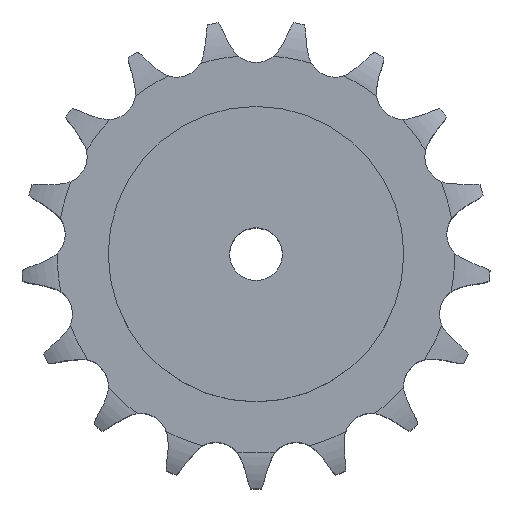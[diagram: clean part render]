
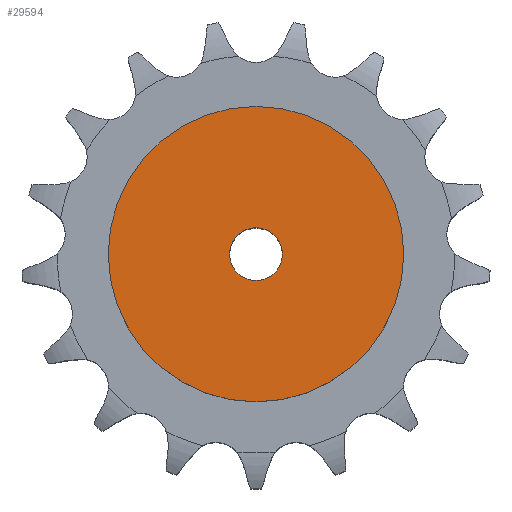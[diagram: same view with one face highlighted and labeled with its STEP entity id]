
A CAD part, top view. The second image highlights one B-rep face of the part: STEP entity #29594.
In plain terms, the highlighted planar face has unit normal (0, 0, 1).
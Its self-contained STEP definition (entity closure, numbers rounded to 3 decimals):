
#16016 = CYLINDRICAL_SURFACE('',#16017,12.5);
#16017 = AXIS2_PLACEMENT_3D('',#16018,#16019,#16020);
#16018 = CARTESIAN_POINT('',(0.,0.,379.025));
#16019 = DIRECTION('',(0.,0.,1.));
#16020 = DIRECTION('',(1.,0.,0.));
#20321 = EDGE_CURVE('',#20322,#20322,#20324,.T.);
#20322 = VERTEX_POINT('',#20323);
#20323 = CARTESIAN_POINT('',(12.5,0.,150.));
#20324 = SURFACE_CURVE('',#20325,(#20330,#20337),.PCURVE_S1.);
#20325 = CIRCLE('',#20326,12.5);
#20326 = AXIS2_PLACEMENT_3D('',#20327,#20328,#20329);
#20327 = CARTESIAN_POINT('',(0.,0.,150.));
#20328 = DIRECTION('',(0.,0.,1.));
#20329 = DIRECTION('',(1.,0.,0.));
#20330 = PCURVE('',#16016,#20331);
#20331 = DEFINITIONAL_REPRESENTATION('',(#20332),#20336);
#20332 = LINE('',#20333,#20334);
#20333 = CARTESIAN_POINT('',(0.,-229.025));
#20334 = VECTOR('',#20335,1.);
#20335 = DIRECTION('',(1.,0.));
#20336 = ( GEOMETRIC_REPRESENTATION_CONTEXT(2) 
PARAMETRIC_REPRESENTATION_CONTEXT() REPRESENTATION_CONTEXT('2D SPACE',''
  ) );
#20337 = PCURVE('',#20338,#20343);
#20338 = PLANE('',#20339);
#20339 = AXIS2_PLACEMENT_3D('',#20340,#20341,#20342);
#20340 = CARTESIAN_POINT('',(0.,0.,150.)
  );
#20341 = DIRECTION('',(0.,0.,1.));
#20342 = DIRECTION('',(1.,0.,0.));
#20343 = DEFINITIONAL_REPRESENTATION('',(#20344),#20348);
#20344 = CIRCLE('',#20345,12.5);
#20345 = AXIS2_PLACEMENT_2D('',#20346,#20347);
#20346 = CARTESIAN_POINT('',(0.,0.));
#20347 = DIRECTION('',(1.,0.));
#20348 = ( GEOMETRIC_REPRESENTATION_CONTEXT(2) 
PARAMETRIC_REPRESENTATION_CONTEXT() REPRESENTATION_CONTEXT('2D SPACE',''
  ) );
#29594 = ADVANCED_FACE('',(#29595,#29626),#20338,.T.);
#29595 = FACE_BOUND('',#29596,.T.);
#29596 = EDGE_LOOP('',(#29597));
#29597 = ORIENTED_EDGE('',*,*,#29598,.T.);
#29598 = EDGE_CURVE('',#29599,#29599,#29601,.T.);
#29599 = VERTEX_POINT('',#29600);
#29600 = CARTESIAN_POINT('',(70.,0.,150.));
#29601 = SURFACE_CURVE('',#29602,(#29607,#29614),.PCURVE_S1.);
#29602 = CIRCLE('',#29603,70.);
#29603 = AXIS2_PLACEMENT_3D('',#29604,#29605,#29606);
#29604 = CARTESIAN_POINT('',(0.,0.,150.));
#29605 = DIRECTION('',(0.,0.,1.));
#29606 = DIRECTION('',(1.,0.,0.));
#29607 = PCURVE('',#20338,#29608);
#29608 = DEFINITIONAL_REPRESENTATION('',(#29609),#29613);
#29609 = CIRCLE('',#29610,70.);
#29610 = AXIS2_PLACEMENT_2D('',#29611,#29612);
#29611 = CARTESIAN_POINT('',(0.,0.));
#29612 = DIRECTION('',(1.,0.));
#29613 = ( GEOMETRIC_REPRESENTATION_CONTEXT(2) 
PARAMETRIC_REPRESENTATION_CONTEXT() REPRESENTATION_CONTEXT('2D SPACE',''
  ) );
#29614 = PCURVE('',#29615,#29620);
#29615 = CYLINDRICAL_SURFACE('',#29616,70.);
#29616 = AXIS2_PLACEMENT_3D('',#29617,#29618,#29619);
#29617 = CARTESIAN_POINT('',(0.,0.,0.));
#29618 = DIRECTION('',(-0.,-0.,-1.));
#29619 = DIRECTION('',(1.,0.,0.));
#29620 = DEFINITIONAL_REPRESENTATION('',(#29621),#29625);
#29621 = LINE('',#29622,#29623);
#29622 = CARTESIAN_POINT('',(-0.,-150.));
#29623 = VECTOR('',#29624,1.);
#29624 = DIRECTION('',(-1.,0.));
#29625 = ( GEOMETRIC_REPRESENTATION_CONTEXT(2) 
PARAMETRIC_REPRESENTATION_CONTEXT() REPRESENTATION_CONTEXT('2D SPACE',''
  ) );
#29626 = FACE_BOUND('',#29627,.T.);
#29627 = EDGE_LOOP('',(#29628));
#29628 = ORIENTED_EDGE('',*,*,#20321,.F.);
